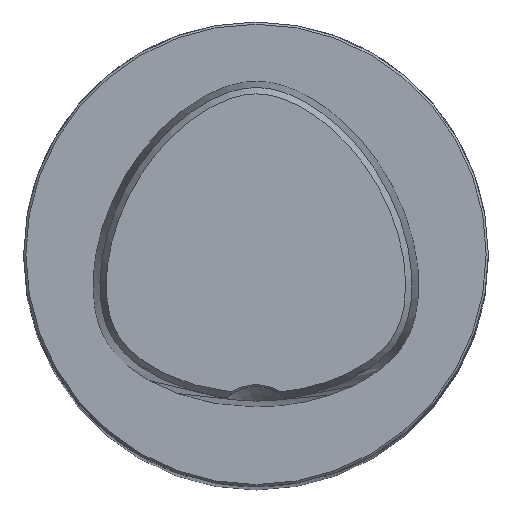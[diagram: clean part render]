
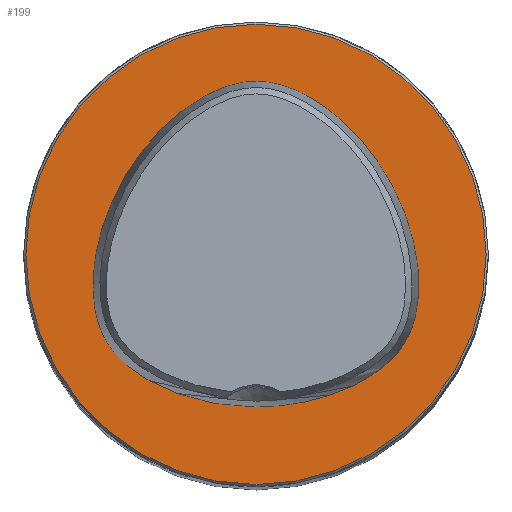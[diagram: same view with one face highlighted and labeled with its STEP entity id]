
A CAD part, top view. The second image highlights one B-rep face of the part: STEP entity #199.
In plain terms, the highlighted planar face has unit normal (0, 0, 1).
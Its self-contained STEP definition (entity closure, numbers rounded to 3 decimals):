
#137=FACE_BOUND('',#314,.T.);
#138=FACE_BOUND('',#315,.T.);
#199=ADVANCED_FACE('CU_E_LO_SU_1',(#137,#138),#254,.F.);
#254=PLANE('',#853);
#314=EDGE_LOOP('',(#478));
#315=EDGE_LOOP('',(#479));
#400=CIRCLE('',#852,31.2);
#478=ORIENTED_EDGE('',*,*,#694,.T.);
#479=ORIENTED_EDGE('',*,*,#733,.T.);
#620=VERTEX_POINT('',#1560);
#658=VERTEX_POINT('',#2092);
#694=EDGE_CURVE('',#620,#620,#785,.T.);
#733=EDGE_CURVE('',#658,#658,#400,.T.);
#785=B_SPLINE_CURVE_WITH_KNOTS('',3,(#1489,#1490,#1491,#1492,#1493,#1494,
#1495,#1496,#1497,#1498,#1499,#1500,#1501,#1502,#1503,#1504,#1505,#1506,
#1507,#1508,#1509,#1510,#1511,#1512,#1513,#1514,#1515,#1516,#1517,#1518,
#1519,#1520,#1521,#1522,#1523,#1524,#1525,#1526,#1527,#1528,#1529,#1530,
#1531,#1532,#1533,#1534,#1535,#1536,#1537,#1538,#1539,#1540,#1541,#1542,
#1543,#1544,#1545,#1546,#1547,#1548,#1549,#1550,#1551,#1552,#1553,#1554,
#1555,#1556,#1557,#1558,#1559),.UNSPECIFIED.,.T.,.F.,(1,1,2,1,1,1,1,1,1,
1,1,1,1,1,1,1,1,1,1,1,1,1,1,1,1,1,1,1,1,1,1,1,1,1,1,1,1,1,1,1,1,1,1,1,1,
1,1,1,1,1,1,1,1,1,1,1,1,1,1,1,1,1,1,1,1,1,1,1,1,1,2,1,1),(-0.031,-0.016,
0.,0.016,0.031,0.063,0.078,0.094,0.109,0.125,0.133,0.141,
0.148,0.156,0.164,0.172,0.18,0.188,0.195,0.203,
0.219,0.234,0.25,0.266,0.281,0.313,0.344,0.359,0.375,0.406,
0.422,0.438,0.453,0.469,0.484,0.492,0.5,0.508,0.516,
0.531,0.547,0.563,0.578,0.594,0.625,0.641,0.656,0.688,
0.719,0.734,0.75,0.766,0.781,0.797,0.805,0.813,0.82,
0.828,0.836,0.844,0.852,0.859,0.867,0.875,0.891,
0.906,0.922,0.938,0.969,0.984,1.,1.016,1.031),
 .UNSPECIFIED.);
#852=AXIS2_PLACEMENT_3D('',#2091,#978,#979);
#853=AXIS2_PLACEMENT_3D('',#2093,#980,#981);
#978=DIRECTION('',(0.,0.,1.));
#979=DIRECTION('',(1.,0.,0.));
#980=DIRECTION('',(0.,0.,-1.));
#981=DIRECTION('',(-1.,0.,0.));
#1489=CARTESIAN_POINT('',(0.721,-20.675,0.));
#1490=CARTESIAN_POINT('',(-0.721,-20.675,0.));
#1491=CARTESIAN_POINT('',(-2.165,-20.628,0.));
#1492=CARTESIAN_POINT('',(-5.038,-20.346,0.));
#1493=CARTESIAN_POINT('',(-7.877,-19.778,0.));
#1494=CARTESIAN_POINT('',(-10.631,-18.907,0.));
#1495=CARTESIAN_POINT('',(-12.641,-18.096,0.));
#1496=CARTESIAN_POINT('',(-14.576,-17.115,0.));
#1497=CARTESIAN_POINT('',(-16.103,-16.145,0.));
#1498=CARTESIAN_POINT('',(-17.253,-15.267,0.));
#1499=CARTESIAN_POINT('',(-18.072,-14.555,0.));
#1500=CARTESIAN_POINT('',(-18.838,-13.784,0.));
#1501=CARTESIAN_POINT('',(-19.538,-12.952,0.));
#1502=CARTESIAN_POINT('',(-20.159,-12.058,0.));
#1503=CARTESIAN_POINT('',(-20.688,-11.106,0.));
#1504=CARTESIAN_POINT('',(-21.12,-10.107,0.));
#1505=CARTESIAN_POINT('',(-21.46,-9.075,0.));
#1506=CARTESIAN_POINT('',(-21.718,-8.02,0.));
#1507=CARTESIAN_POINT('',(-21.963,-6.594,0.));
#1508=CARTESIAN_POINT('',(-22.104,-4.789,0.));
#1509=CARTESIAN_POINT('',(-22.053,-2.62,0.));
#1510=CARTESIAN_POINT('',(-21.81,-0.466,0.));
#1511=CARTESIAN_POINT('',(-21.395,1.661,0.));
#1512=CARTESIAN_POINT('',(-20.635,4.448,0.));
#1513=CARTESIAN_POINT('',(-19.324,7.819,0.));
#1514=CARTESIAN_POINT('',(-17.584,10.988,0.));
#1515=CARTESIAN_POINT('',(-15.954,13.372,0.));
#1516=CARTESIAN_POINT('',(-14.171,15.643,0.));
#1517=CARTESIAN_POINT('',(-12.16,17.727,0.));
#1518=CARTESIAN_POINT('',(-9.932,19.566,0.));
#1519=CARTESIAN_POINT('',(-8.152,20.804,0.));
#1520=CARTESIAN_POINT('',(-6.263,21.873,0.));
#1521=CARTESIAN_POINT('',(-4.268,22.734,0.));
#1522=CARTESIAN_POINT('',(-2.522,23.227,0.));
#1523=CARTESIAN_POINT('',(-1.087,23.439,0.));
#1524=CARTESIAN_POINT('',(0.,23.494,0.));
#1525=CARTESIAN_POINT('',(1.087,23.439,0.));
#1526=CARTESIAN_POINT('',(2.522,23.227,0.));
#1527=CARTESIAN_POINT('',(4.268,22.734,0.));
#1528=CARTESIAN_POINT('',(6.263,21.873,0.));
#1529=CARTESIAN_POINT('',(8.152,20.804,0.));
#1530=CARTESIAN_POINT('',(9.932,19.566,0.));
#1531=CARTESIAN_POINT('',(12.16,17.727,0.));
#1532=CARTESIAN_POINT('',(14.171,15.643,0.));
#1533=CARTESIAN_POINT('',(15.954,13.372,0.));
#1534=CARTESIAN_POINT('',(17.584,10.988,0.));
#1535=CARTESIAN_POINT('',(19.324,7.819,0.));
#1536=CARTESIAN_POINT('',(20.635,4.448,0.));
#1537=CARTESIAN_POINT('',(21.395,1.661,0.));
#1538=CARTESIAN_POINT('',(21.81,-0.466,0.));
#1539=CARTESIAN_POINT('',(22.053,-2.62,0.));
#1540=CARTESIAN_POINT('',(22.104,-4.789,0.));
#1541=CARTESIAN_POINT('',(21.963,-6.594,0.));
#1542=CARTESIAN_POINT('',(21.718,-8.02,0.));
#1543=CARTESIAN_POINT('',(21.46,-9.075,0.));
#1544=CARTESIAN_POINT('',(21.12,-10.107,0.));
#1545=CARTESIAN_POINT('',(20.688,-11.106,0.));
#1546=CARTESIAN_POINT('',(20.159,-12.058,0.));
#1547=CARTESIAN_POINT('',(19.538,-12.952,0.));
#1548=CARTESIAN_POINT('',(18.838,-13.784,0.));
#1549=CARTESIAN_POINT('',(18.072,-14.555,0.));
#1550=CARTESIAN_POINT('',(17.253,-15.267,0.));
#1551=CARTESIAN_POINT('',(16.103,-16.145,0.));
#1552=CARTESIAN_POINT('',(14.576,-17.115,0.));
#1553=CARTESIAN_POINT('',(12.641,-18.096,0.));
#1554=CARTESIAN_POINT('',(10.631,-18.907,0.));
#1555=CARTESIAN_POINT('',(7.877,-19.778,0.));
#1556=CARTESIAN_POINT('',(5.038,-20.346,0.));
#1557=CARTESIAN_POINT('',(2.165,-20.628,0.));
#1558=CARTESIAN_POINT('',(0.721,-20.675,0.));
#1559=CARTESIAN_POINT('',(-0.721,-20.675,0.));
#1560=CARTESIAN_POINT('',(0.,-20.675,0.));
#2091=CARTESIAN_POINT('',(0.,0.,0.));
#2092=CARTESIAN_POINT('',(31.2,0.,0.));
#2093=CARTESIAN_POINT('',(0.,1.392,0.));
